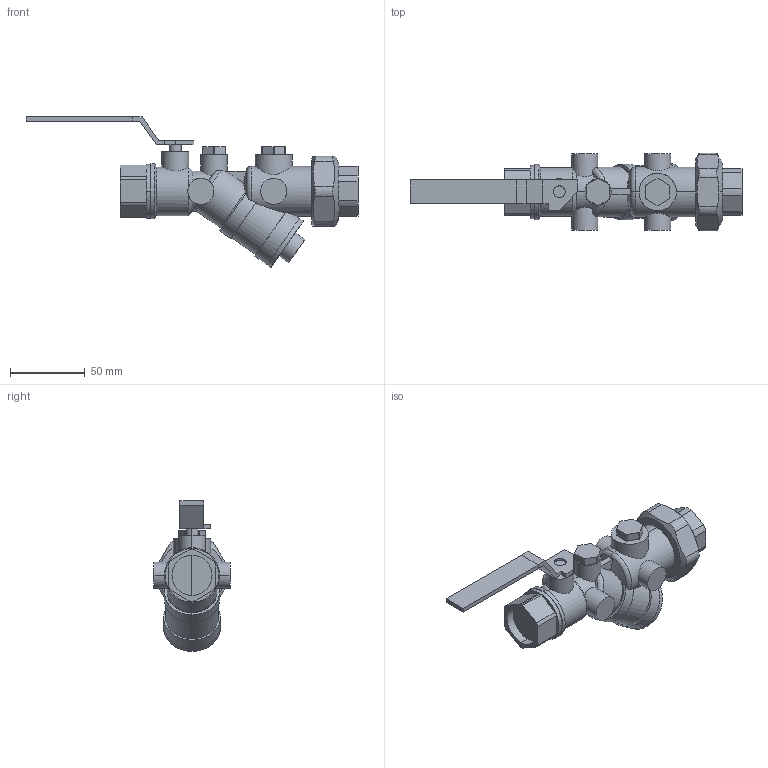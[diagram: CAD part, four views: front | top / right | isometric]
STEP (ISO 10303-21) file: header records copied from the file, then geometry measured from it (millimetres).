
FILE_DESCRIPTION(/* description */ (''),/* implementation_level */ '2;1');
FILE_NAME(/* name */ '120151 (STP).stp',/* time_stamp */ '2018-02-21T14:08:40+01:00',/* author */ ('ufftec'),/* organization */ (''),/* preprocessor_version */ 'ST-DEVELOPER v16.5',/* originating_system */ 'Autodesk Inventor 2017',/* authorisation */ '');
FILE_SCHEMA (('AUTOMOTIVE_DESIGN { 1 0 10303 214 3 1 1 }'));
Length unit declared in the file: millimetre
Products named in the file (1): 120151
Bounding box: 222.5 x 52.09 x 101 mm (x, y, z)
Volume: 210768.8 mm3; surface area: 37012 mm2
Topology: 3 solids, 3 shells, 207 faces, 520 edges, 327 vertices
Faces by surface type: plane 99, cylinder 88, cone 14, torus 6
Entity records: 6897 total; most frequent: CARTESIAN_POINT 1985, ORIENTED_EDGE 1040, DIRECTION 1007, EDGE_CURVE 520, AXIS2_PLACEMENT_3D 375, VERTEX_POINT 327, LINE 257, VECTOR 257
